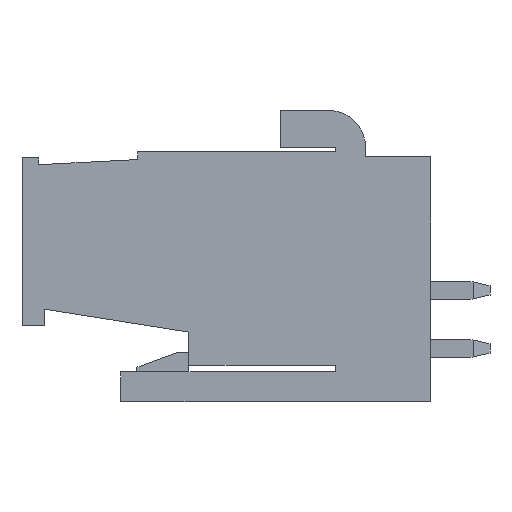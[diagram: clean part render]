
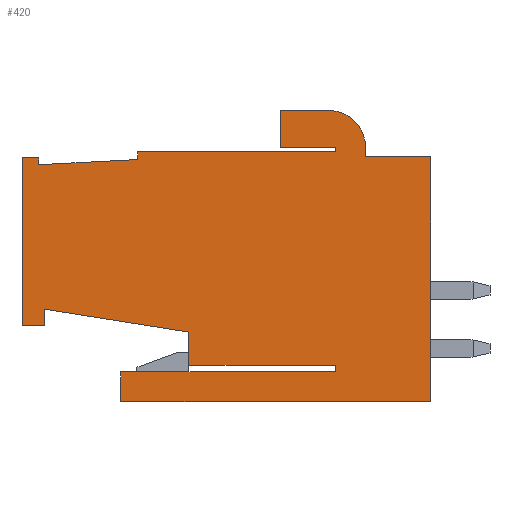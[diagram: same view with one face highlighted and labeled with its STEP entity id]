
A CAD part, left-side view. The second image highlights one B-rep face of the part: STEP entity #420.
In plain terms, the highlighted planar face has unit normal (-1, 0, 0).
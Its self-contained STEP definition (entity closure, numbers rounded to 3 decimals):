
#248=AXIS2_PLACEMENT_3D('Plane Axis2P3D',#245,#246,#247) ;
#252=AXIS2_PLACEMENT_3D('Circle Axis2P3D',#250,#251,$) ;
#40=CARTESIAN_POINT('Vertex',(-14.615,0.,13.2)) ;
#45=CARTESIAN_POINT('Line Origine',(-14.615,-1.755,13.2)) ;
#49=CARTESIAN_POINT('Vertex',(-14.615,-3.51,13.2)) ;
#118=CARTESIAN_POINT('Vertex',(-14.615,0.,13.7)) ;
#121=CARTESIAN_POINT('Line Origine',(-14.615,0.,13.45)) ;
#245=CARTESIAN_POINT('Axis2P3D Location',(-14.615,0.,0.)) ;
#250=CARTESIAN_POINT('Axis2P3D Location',(-14.615,2.,13.7)) ;
#254=CARTESIAN_POINT('Vertex',(-14.615,2.,15.7)) ;
#257=CARTESIAN_POINT('Line Origine',(-14.615,3.3,15.7)) ;
#261=CARTESIAN_POINT('Vertex',(-14.615,4.6,15.7)) ;
#264=CARTESIAN_POINT('Line Origine',(-14.615,4.6,14.7)) ;
#268=CARTESIAN_POINT('Vertex',(-14.615,4.6,13.7)) ;
#271=CARTESIAN_POINT('Line Origine',(-14.615,3.115,13.7)) ;
#275=CARTESIAN_POINT('Vertex',(-14.615,1.63,13.7)) ;
#278=CARTESIAN_POINT('Line Origine',(-14.615,1.63,13.588)) ;
#282=CARTESIAN_POINT('Vertex',(-14.615,1.63,13.477)) ;
#285=CARTESIAN_POINT('Line Origine',(-14.615,6.965,13.477)) ;
#289=CARTESIAN_POINT('Vertex',(-14.615,12.3,13.477)) ;
#292=CARTESIAN_POINT('Line Origine',(-14.615,12.3,13.264)) ;
#296=CARTESIAN_POINT('Vertex',(-14.615,12.3,13.052)) ;
#299=CARTESIAN_POINT('Line Origine',(-14.615,14.965,12.912)) ;
#303=CARTESIAN_POINT('Vertex',(-14.615,17.63,12.772)) ;
#306=CARTESIAN_POINT('Line Origine',(-14.615,17.63,12.96)) ;
#310=CARTESIAN_POINT('Vertex',(-14.615,17.63,13.147)) ;
#313=CARTESIAN_POINT('Line Origine',(-14.615,18.08,13.147)) ;
#317=CARTESIAN_POINT('Vertex',(-14.615,18.53,13.147)) ;
#320=CARTESIAN_POINT('Line Origine',(-14.615,18.53,8.612)) ;
#324=CARTESIAN_POINT('Vertex',(-14.615,18.53,4.077)) ;
#327=CARTESIAN_POINT('Line Origine',(-14.615,17.93,4.077)) ;
#331=CARTESIAN_POINT('Vertex',(-14.615,17.33,4.077)) ;
#334=CARTESIAN_POINT('Line Origine',(-14.615,17.33,4.529)) ;
#338=CARTESIAN_POINT('Vertex',(-14.615,17.33,4.982)) ;
#341=CARTESIAN_POINT('Line Origine',(-14.615,13.43,4.364)) ;
#345=CARTESIAN_POINT('Vertex',(-14.615,9.53,3.747)) ;
#348=CARTESIAN_POINT('Line Origine',(-14.615,9.53,2.847)) ;
#352=CARTESIAN_POINT('Vertex',(-14.615,9.53,1.947)) ;
#355=CARTESIAN_POINT('Line Origine',(-14.615,5.58,1.947)) ;
#359=CARTESIAN_POINT('Vertex',(-14.615,1.63,1.947)) ;
#362=CARTESIAN_POINT('Line Origine',(-14.615,1.63,1.773)) ;
#366=CARTESIAN_POINT('Vertex',(-14.615,1.63,1.6)) ;
#369=CARTESIAN_POINT('Line Origine',(-14.615,7.415,1.6)) ;
#373=CARTESIAN_POINT('Vertex',(-14.615,13.2,1.6)) ;
#376=CARTESIAN_POINT('Line Origine',(-14.615,13.2,0.8)) ;
#380=CARTESIAN_POINT('Vertex',(-14.615,13.2,0.)) ;
#383=CARTESIAN_POINT('Line Origine',(-14.615,4.845,0.)) ;
#387=CARTESIAN_POINT('Vertex',(-14.615,-3.51,0.)) ;
#390=CARTESIAN_POINT('Line Origine',(-14.615,-3.51,6.6)) ;
#46=DIRECTION('Vector Direction',(0.,-1.,0.)) ;
#122=DIRECTION('Vector Direction',(0.,0.,-1.)) ;
#246=DIRECTION('Axis2P3D Direction',(-1.,0.,0.)) ;
#247=DIRECTION('Axis2P3D XDirection',(0.,-1.,0.)) ;
#251=DIRECTION('Axis2P3D Direction',(-1.,0.,0.)) ;
#258=DIRECTION('Vector Direction',(0.,-1.,0.)) ;
#265=DIRECTION('Vector Direction',(0.,0.,1.)) ;
#272=DIRECTION('Vector Direction',(0.,1.,0.)) ;
#279=DIRECTION('Vector Direction',(0.,0.,1.)) ;
#286=DIRECTION('Vector Direction',(0.,-1.,0.)) ;
#293=DIRECTION('Vector Direction',(0.,0.,-1.)) ;
#300=DIRECTION('Vector Direction',(0.,0.999,-0.052)) ;
#307=DIRECTION('Vector Direction',(0.,0.,-1.)) ;
#314=DIRECTION('Vector Direction',(0.,-1.,0.)) ;
#321=DIRECTION('Vector Direction',(0.,0.,1.)) ;
#328=DIRECTION('Vector Direction',(0.,1.,0.)) ;
#335=DIRECTION('Vector Direction',(0.,0.,-1.)) ;
#342=DIRECTION('Vector Direction',(0.,0.988,0.156)) ;
#349=DIRECTION('Vector Direction',(0.,0.,1.)) ;
#356=DIRECTION('Vector Direction',(0.,-1.,0.)) ;
#363=DIRECTION('Vector Direction',(0.,0.,1.)) ;
#370=DIRECTION('Vector Direction',(0.,-1.,0.)) ;
#377=DIRECTION('Vector Direction',(0.,0.,1.)) ;
#384=DIRECTION('Vector Direction',(0.,1.,0.)) ;
#391=DIRECTION('Vector Direction',(0.,0.,-1.)) ;
#47=VECTOR('Line Direction',#46,1.) ;
#123=VECTOR('Line Direction',#122,1.) ;
#259=VECTOR('Line Direction',#258,1.) ;
#266=VECTOR('Line Direction',#265,1.) ;
#273=VECTOR('Line Direction',#272,1.) ;
#280=VECTOR('Line Direction',#279,1.) ;
#287=VECTOR('Line Direction',#286,1.) ;
#294=VECTOR('Line Direction',#293,1.) ;
#301=VECTOR('Line Direction',#300,1.) ;
#308=VECTOR('Line Direction',#307,1.) ;
#315=VECTOR('Line Direction',#314,1.) ;
#322=VECTOR('Line Direction',#321,1.) ;
#329=VECTOR('Line Direction',#328,1.) ;
#336=VECTOR('Line Direction',#335,1.) ;
#343=VECTOR('Line Direction',#342,1.) ;
#350=VECTOR('Line Direction',#349,1.) ;
#357=VECTOR('Line Direction',#356,1.) ;
#364=VECTOR('Line Direction',#363,1.) ;
#371=VECTOR('Line Direction',#370,1.) ;
#378=VECTOR('Line Direction',#377,1.) ;
#385=VECTOR('Line Direction',#384,1.) ;
#392=VECTOR('Line Direction',#391,1.) ;
#396=ORIENTED_EDGE('',*,*,#51,.T.) ;
#397=ORIENTED_EDGE('',*,*,#125,.T.) ;
#398=ORIENTED_EDGE('',*,*,#256,.T.) ;
#399=ORIENTED_EDGE('',*,*,#263,.T.) ;
#400=ORIENTED_EDGE('',*,*,#270,.T.) ;
#401=ORIENTED_EDGE('',*,*,#277,.T.) ;
#402=ORIENTED_EDGE('',*,*,#284,.T.) ;
#403=ORIENTED_EDGE('',*,*,#291,.F.) ;
#404=ORIENTED_EDGE('',*,*,#298,.F.) ;
#405=ORIENTED_EDGE('',*,*,#305,.F.) ;
#406=ORIENTED_EDGE('',*,*,#312,.F.) ;
#407=ORIENTED_EDGE('',*,*,#319,.F.) ;
#408=ORIENTED_EDGE('',*,*,#326,.F.) ;
#409=ORIENTED_EDGE('',*,*,#333,.F.) ;
#410=ORIENTED_EDGE('',*,*,#340,.F.) ;
#411=ORIENTED_EDGE('',*,*,#347,.F.) ;
#412=ORIENTED_EDGE('',*,*,#354,.F.) ;
#413=ORIENTED_EDGE('',*,*,#361,.F.) ;
#414=ORIENTED_EDGE('',*,*,#368,.T.) ;
#415=ORIENTED_EDGE('',*,*,#375,.T.) ;
#416=ORIENTED_EDGE('',*,*,#382,.T.) ;
#417=ORIENTED_EDGE('',*,*,#389,.T.) ;
#418=ORIENTED_EDGE('',*,*,#394,.T.) ;
#420=ADVANCED_FACE('PartBody',(#419),#249,.T.) ;
#253=CIRCLE('generated circle',#252,2.) ;
#51=EDGE_CURVE('',#50,#41,#48,.F.) ;
#125=EDGE_CURVE('',#41,#119,#124,.F.) ;
#256=EDGE_CURVE('',#119,#255,#253,.T.) ;
#263=EDGE_CURVE('',#255,#262,#260,.F.) ;
#270=EDGE_CURVE('',#262,#269,#267,.F.) ;
#277=EDGE_CURVE('',#269,#276,#274,.F.) ;
#284=EDGE_CURVE('',#276,#283,#281,.F.) ;
#291=EDGE_CURVE('',#290,#283,#288,.T.) ;
#298=EDGE_CURVE('',#297,#290,#295,.F.) ;
#305=EDGE_CURVE('',#304,#297,#302,.F.) ;
#312=EDGE_CURVE('',#311,#304,#309,.T.) ;
#319=EDGE_CURVE('',#318,#311,#316,.T.) ;
#326=EDGE_CURVE('',#325,#318,#323,.T.) ;
#333=EDGE_CURVE('',#332,#325,#330,.T.) ;
#340=EDGE_CURVE('',#339,#332,#337,.T.) ;
#347=EDGE_CURVE('',#346,#339,#344,.T.) ;
#354=EDGE_CURVE('',#353,#346,#351,.T.) ;
#361=EDGE_CURVE('',#360,#353,#358,.F.) ;
#368=EDGE_CURVE('',#360,#367,#365,.F.) ;
#375=EDGE_CURVE('',#367,#374,#372,.F.) ;
#382=EDGE_CURVE('',#374,#381,#379,.F.) ;
#389=EDGE_CURVE('',#381,#388,#386,.F.) ;
#394=EDGE_CURVE('',#388,#50,#393,.F.) ;
#395=EDGE_LOOP('',(#396,#397,#398,#399,#400,#401,#402,#403,#404,#405,#406,#407,#408,#409,#410,#411,#412,#413,#414,#415,#416,#417,#418)) ;
#419=FACE_OUTER_BOUND('',#395,.T.) ;
#48=LINE('Line',#45,#47) ;
#124=LINE('Line',#121,#123) ;
#260=LINE('Line',#257,#259) ;
#267=LINE('Line',#264,#266) ;
#274=LINE('Line',#271,#273) ;
#281=LINE('Line',#278,#280) ;
#288=LINE('Line',#285,#287) ;
#295=LINE('Line',#292,#294) ;
#302=LINE('Line',#299,#301) ;
#309=LINE('Line',#306,#308) ;
#316=LINE('Line',#313,#315) ;
#323=LINE('Line',#320,#322) ;
#330=LINE('Line',#327,#329) ;
#337=LINE('Line',#334,#336) ;
#344=LINE('Line',#341,#343) ;
#351=LINE('Line',#348,#350) ;
#358=LINE('Line',#355,#357) ;
#365=LINE('Line',#362,#364) ;
#372=LINE('Line',#369,#371) ;
#379=LINE('Line',#376,#378) ;
#386=LINE('Line',#383,#385) ;
#393=LINE('Line',#390,#392) ;
#249=PLANE('',#248) ;
#41=VERTEX_POINT('',#40) ;
#50=VERTEX_POINT('',#49) ;
#119=VERTEX_POINT('',#118) ;
#255=VERTEX_POINT('',#254) ;
#262=VERTEX_POINT('',#261) ;
#269=VERTEX_POINT('',#268) ;
#276=VERTEX_POINT('',#275) ;
#283=VERTEX_POINT('',#282) ;
#290=VERTEX_POINT('',#289) ;
#297=VERTEX_POINT('',#296) ;
#304=VERTEX_POINT('',#303) ;
#311=VERTEX_POINT('',#310) ;
#318=VERTEX_POINT('',#317) ;
#325=VERTEX_POINT('',#324) ;
#332=VERTEX_POINT('',#331) ;
#339=VERTEX_POINT('',#338) ;
#346=VERTEX_POINT('',#345) ;
#353=VERTEX_POINT('',#352) ;
#360=VERTEX_POINT('',#359) ;
#367=VERTEX_POINT('',#366) ;
#374=VERTEX_POINT('',#373) ;
#381=VERTEX_POINT('',#380) ;
#388=VERTEX_POINT('',#387) ;
